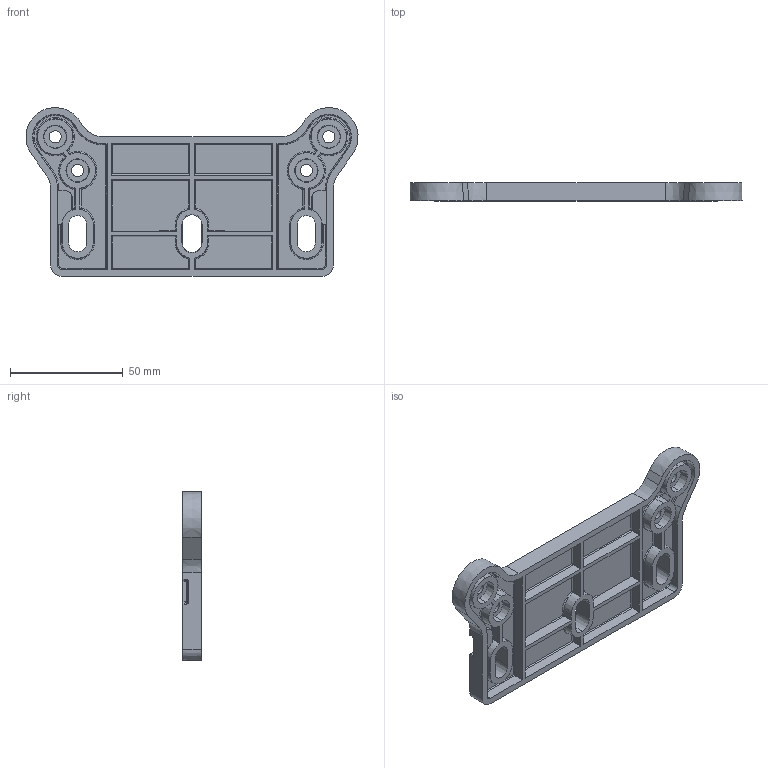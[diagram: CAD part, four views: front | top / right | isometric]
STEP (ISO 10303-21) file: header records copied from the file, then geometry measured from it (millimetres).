
FILE_DESCRIPTION (( 'STEP AP214' ), '1' );
FILE_NAME ('Flange6in.STEP', '2009-07-01T10:41:31', ( '' ), ( '' ), 'SwSTEP 2.0', 'SolidWorks 2008', '' );
FILE_SCHEMA (( 'AUTOMOTIVE_DESIGN' ));
Length unit declared in the file: millimetre
Products named in the file (1): Flange6in
Bounding box: 147.5 x 8 x 74.95 mm (x, y, z)
Volume: 37947.8 mm3; surface area: 27694.2 mm2
Topology: 1 solids, 1 shells, 272 faces, 676 edges, 416 vertices
Faces by surface type: plane 100, cylinder 76, cone 63, bspline 33
Entity records: 10369 total; most frequent: CARTESIAN_POINT 4265, ORIENTED_EDGE 1348, DIRECTION 1154, EDGE_CURVE 674, VERTEX_POINT 416, AXIS2_PLACEMENT_3D 398, VECTOR 358, LINE 358
